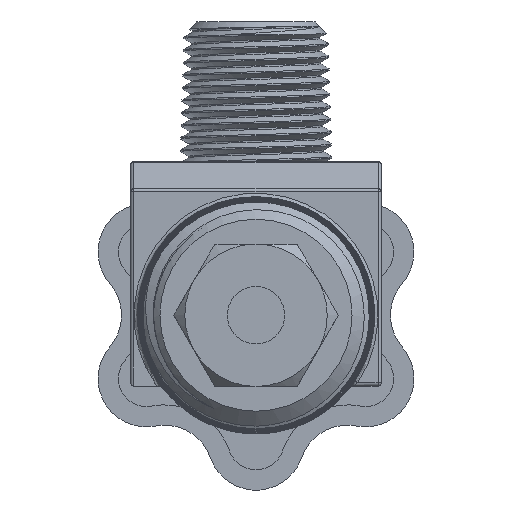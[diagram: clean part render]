
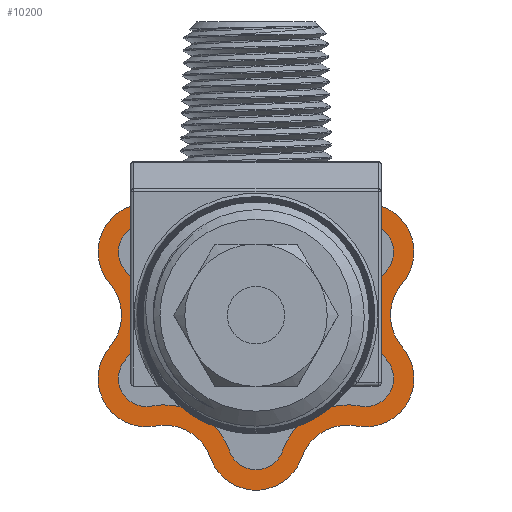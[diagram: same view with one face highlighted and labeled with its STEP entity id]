
A CAD part, front view. The second image highlights one B-rep face of the part: STEP entity #10200.
In plain terms, the highlighted planar face has unit normal (0, -1, 0).
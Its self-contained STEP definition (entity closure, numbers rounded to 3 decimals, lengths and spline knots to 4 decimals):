
#298=FACE_BOUND('',#1510,.T.);
#401=PLANE('',#11007);
#865=FACE_OUTER_BOUND('',#1509,.T.);
#1509=EDGE_LOOP('',(#8168,#8169,#8170,#8171,#8172,#8173,#8174,#8175,#8176,
#8177,#8178,#8179));
#1510=EDGE_LOOP('',(#8180,#8181,#8182,#8183,#8184,#8185,#8186,#8187,#8188,
#8189,#8190,#8191));
#2080=CIRCLE('',#11008,0.2142);
#2081=CIRCLE('',#11009,0.2142);
#2082=CIRCLE('',#11010,0.2142);
#2083=CIRCLE('',#11011,0.2142);
#2084=CIRCLE('',#11012,0.2142);
#2085=CIRCLE('',#11013,0.2142);
#2086=CIRCLE('',#11014,0.2142);
#2087=CIRCLE('',#11015,0.2142);
#2088=CIRCLE('',#11016,0.2142);
#2089=CIRCLE('',#11017,0.2142);
#2090=CIRCLE('',#11018,0.2142);
#2091=CIRCLE('',#11019,0.2142);
#2092=CIRCLE('',#11020,0.3042);
#2093=CIRCLE('',#11021,0.1242);
#2094=CIRCLE('',#11022,0.3042);
#2095=CIRCLE('',#11023,0.1242);
#2096=CIRCLE('',#11024,0.3042);
#2097=CIRCLE('',#11025,0.1242);
#2098=CIRCLE('',#11026,0.3042);
#2099=CIRCLE('',#11027,0.1242);
#2100=CIRCLE('',#11028,0.3042);
#2101=CIRCLE('',#11029,0.1242);
#2102=CIRCLE('',#11030,0.3042);
#2103=CIRCLE('',#11031,0.1242);
#4857=VERTEX_POINT('',#35645);
#4858=VERTEX_POINT('',#35646);
#4859=VERTEX_POINT('',#35648);
#4860=VERTEX_POINT('',#35650);
#4861=VERTEX_POINT('',#35652);
#4862=VERTEX_POINT('',#35654);
#4863=VERTEX_POINT('',#35656);
#4864=VERTEX_POINT('',#35658);
#4865=VERTEX_POINT('',#35660);
#4866=VERTEX_POINT('',#35662);
#4867=VERTEX_POINT('',#35664);
#4868=VERTEX_POINT('',#35666);
#4869=VERTEX_POINT('',#35669);
#4870=VERTEX_POINT('',#35670);
#4871=VERTEX_POINT('',#35672);
#4872=VERTEX_POINT('',#35674);
#4873=VERTEX_POINT('',#35676);
#4874=VERTEX_POINT('',#35678);
#4875=VERTEX_POINT('',#35680);
#4876=VERTEX_POINT('',#35682);
#4877=VERTEX_POINT('',#35684);
#4878=VERTEX_POINT('',#35686);
#4879=VERTEX_POINT('',#35688);
#4880=VERTEX_POINT('',#35690);
#6066=EDGE_CURVE('',#4857,#4858,#2080,.F.);
#6067=EDGE_CURVE('',#4858,#4859,#2081,.T.);
#6068=EDGE_CURVE('',#4859,#4860,#2082,.F.);
#6069=EDGE_CURVE('',#4860,#4861,#2083,.T.);
#6070=EDGE_CURVE('',#4861,#4862,#2084,.F.);
#6071=EDGE_CURVE('',#4862,#4863,#2085,.T.);
#6072=EDGE_CURVE('',#4863,#4864,#2086,.F.);
#6073=EDGE_CURVE('',#4864,#4865,#2087,.T.);
#6074=EDGE_CURVE('',#4865,#4866,#2088,.F.);
#6075=EDGE_CURVE('',#4866,#4867,#2089,.T.);
#6076=EDGE_CURVE('',#4867,#4868,#2090,.F.);
#6077=EDGE_CURVE('',#4868,#4857,#2091,.T.);
#6078=EDGE_CURVE('',#4869,#4870,#2092,.T.);
#6079=EDGE_CURVE('',#4871,#4870,#2093,.T.);
#6080=EDGE_CURVE('',#4871,#4872,#2094,.T.);
#6081=EDGE_CURVE('',#4873,#4872,#2095,.T.);
#6082=EDGE_CURVE('',#4873,#4874,#2096,.T.);
#6083=EDGE_CURVE('',#4875,#4874,#2097,.T.);
#6084=EDGE_CURVE('',#4875,#4876,#2098,.T.);
#6085=EDGE_CURVE('',#4877,#4876,#2099,.T.);
#6086=EDGE_CURVE('',#4877,#4878,#2100,.T.);
#6087=EDGE_CURVE('',#4879,#4878,#2101,.T.);
#6088=EDGE_CURVE('',#4879,#4880,#2102,.T.);
#6089=EDGE_CURVE('',#4869,#4880,#2103,.T.);
#8168=ORIENTED_EDGE('',*,*,#6066,.T.);
#8169=ORIENTED_EDGE('',*,*,#6067,.T.);
#8170=ORIENTED_EDGE('',*,*,#6068,.T.);
#8171=ORIENTED_EDGE('',*,*,#6069,.T.);
#8172=ORIENTED_EDGE('',*,*,#6070,.T.);
#8173=ORIENTED_EDGE('',*,*,#6071,.T.);
#8174=ORIENTED_EDGE('',*,*,#6072,.T.);
#8175=ORIENTED_EDGE('',*,*,#6073,.T.);
#8176=ORIENTED_EDGE('',*,*,#6074,.T.);
#8177=ORIENTED_EDGE('',*,*,#6075,.T.);
#8178=ORIENTED_EDGE('',*,*,#6076,.T.);
#8179=ORIENTED_EDGE('',*,*,#6077,.T.);
#8180=ORIENTED_EDGE('',*,*,#6078,.T.);
#8181=ORIENTED_EDGE('',*,*,#6079,.F.);
#8182=ORIENTED_EDGE('',*,*,#6080,.T.);
#8183=ORIENTED_EDGE('',*,*,#6081,.F.);
#8184=ORIENTED_EDGE('',*,*,#6082,.T.);
#8185=ORIENTED_EDGE('',*,*,#6083,.F.);
#8186=ORIENTED_EDGE('',*,*,#6084,.T.);
#8187=ORIENTED_EDGE('',*,*,#6085,.F.);
#8188=ORIENTED_EDGE('',*,*,#6086,.T.);
#8189=ORIENTED_EDGE('',*,*,#6087,.F.);
#8190=ORIENTED_EDGE('',*,*,#6088,.T.);
#8191=ORIENTED_EDGE('',*,*,#6089,.F.);
#10200=ADVANCED_FACE('',(#865,#298),#401,.F.);
#11007=AXIS2_PLACEMENT_3D('',#35644,#12574,#12575);
#11008=AXIS2_PLACEMENT_3D('',#35647,#12576,#12577);
#11009=AXIS2_PLACEMENT_3D('',#35649,#12578,#12579);
#11010=AXIS2_PLACEMENT_3D('',#35651,#12580,#12581);
#11011=AXIS2_PLACEMENT_3D('',#35653,#12582,#12583);
#11012=AXIS2_PLACEMENT_3D('',#35655,#12584,#12585);
#11013=AXIS2_PLACEMENT_3D('',#35657,#12586,#12587);
#11014=AXIS2_PLACEMENT_3D('',#35659,#12588,#12589);
#11015=AXIS2_PLACEMENT_3D('',#35661,#12590,#12591);
#11016=AXIS2_PLACEMENT_3D('',#35663,#12592,#12593);
#11017=AXIS2_PLACEMENT_3D('',#35665,#12594,#12595);
#11018=AXIS2_PLACEMENT_3D('',#35667,#12596,#12597);
#11019=AXIS2_PLACEMENT_3D('',#35668,#12598,#12599);
#11020=AXIS2_PLACEMENT_3D('',#35671,#12600,#12601);
#11021=AXIS2_PLACEMENT_3D('',#35673,#12602,#12603);
#11022=AXIS2_PLACEMENT_3D('',#35675,#12604,#12605);
#11023=AXIS2_PLACEMENT_3D('',#35677,#12606,#12607);
#11024=AXIS2_PLACEMENT_3D('',#35679,#12608,#12609);
#11025=AXIS2_PLACEMENT_3D('',#35681,#12610,#12611);
#11026=AXIS2_PLACEMENT_3D('',#35683,#12612,#12613);
#11027=AXIS2_PLACEMENT_3D('',#35685,#12614,#12615);
#11028=AXIS2_PLACEMENT_3D('',#35687,#12616,#12617);
#11029=AXIS2_PLACEMENT_3D('',#35689,#12618,#12619);
#11030=AXIS2_PLACEMENT_3D('',#35691,#12620,#12621);
#11031=AXIS2_PLACEMENT_3D('',#35692,#12622,#12623);
#12574=DIRECTION('center_axis',(0.,1.,0.));
#12575=DIRECTION('ref_axis',(0.,0.,1.));
#12576=DIRECTION('center_axis',(0.,1.,0.));
#12577=DIRECTION('ref_axis',(0.,0.,1.));
#12578=DIRECTION('center_axis',(0.,1.,0.));
#12579=DIRECTION('ref_axis',(0.,0.,1.));
#12580=DIRECTION('center_axis',(0.,1.,0.));
#12581=DIRECTION('ref_axis',(0.,0.,1.));
#12582=DIRECTION('center_axis',(0.,1.,0.));
#12583=DIRECTION('ref_axis',(0.,0.,1.));
#12584=DIRECTION('center_axis',(0.,1.,0.));
#12585=DIRECTION('ref_axis',(0.,0.,1.));
#12586=DIRECTION('center_axis',(0.,1.,0.));
#12587=DIRECTION('ref_axis',(0.,0.,1.));
#12588=DIRECTION('center_axis',(0.,1.,0.));
#12589=DIRECTION('ref_axis',(0.,0.,1.));
#12590=DIRECTION('center_axis',(0.,1.,0.));
#12591=DIRECTION('ref_axis',(0.,0.,1.));
#12592=DIRECTION('center_axis',(0.,1.,0.));
#12593=DIRECTION('ref_axis',(0.,0.,1.));
#12594=DIRECTION('center_axis',(0.,1.,0.));
#12595=DIRECTION('ref_axis',(0.,0.,1.));
#12596=DIRECTION('center_axis',(0.,1.,0.));
#12597=DIRECTION('ref_axis',(0.,0.,1.));
#12598=DIRECTION('center_axis',(0.,1.,0.));
#12599=DIRECTION('ref_axis',(0.,0.,1.));
#12600=DIRECTION('center_axis',(0.,-1.,0.));
#12601=DIRECTION('ref_axis',(0.,0.,-1.));
#12602=DIRECTION('center_axis',(0.,-1.,0.));
#12603=DIRECTION('ref_axis',(0.,0.,-1.));
#12604=DIRECTION('center_axis',(0.,-1.,0.));
#12605=DIRECTION('ref_axis',(0.,0.,-1.));
#12606=DIRECTION('center_axis',(0.,-1.,0.));
#12607=DIRECTION('ref_axis',(0.,0.,-1.));
#12608=DIRECTION('center_axis',(0.,-1.,0.));
#12609=DIRECTION('ref_axis',(0.,0.,-1.));
#12610=DIRECTION('center_axis',(0.,-1.,0.));
#12611=DIRECTION('ref_axis',(0.,0.,-1.));
#12612=DIRECTION('center_axis',(0.,-1.,0.));
#12613=DIRECTION('ref_axis',(0.,0.,-1.));
#12614=DIRECTION('center_axis',(0.,-1.,0.));
#12615=DIRECTION('ref_axis',(0.,0.,-1.));
#12616=DIRECTION('center_axis',(0.,-1.,0.));
#12617=DIRECTION('ref_axis',(0.,0.,-1.));
#12618=DIRECTION('center_axis',(0.,-1.,0.));
#12619=DIRECTION('ref_axis',(0.,0.,-1.));
#12620=DIRECTION('center_axis',(0.,-1.,0.));
#12621=DIRECTION('ref_axis',(0.,0.,-1.));
#12622=DIRECTION('center_axis',(0.,-1.,0.));
#12623=DIRECTION('ref_axis',(0.,0.,-1.));
#35644=CARTESIAN_POINT('Origin',(0.,1.3305,0.7743));
#35645=CARTESIAN_POINT('',(-0.4448,1.3305,0.4904));
#35646=CARTESIAN_POINT('',(-0.6471,1.3305,0.14));
#35647=CARTESIAN_POINT('Origin',(-0.485,1.3305,0.28));
#35648=CARTESIAN_POINT('',(-0.6471,1.3305,-0.14));
#35649=CARTESIAN_POINT('Origin',(-0.8092,1.3305,0.));
#35650=CARTESIAN_POINT('',(-0.4448,1.3305,-0.4904));
#35651=CARTESIAN_POINT('Origin',(-0.485,1.3305,-0.28));
#35652=CARTESIAN_POINT('',(-0.2023,1.3305,-0.6304));
#35653=CARTESIAN_POINT('Origin',(-0.4046,1.3305,-0.7008));
#35654=CARTESIAN_POINT('',(0.2023,1.3305,-0.6304));
#35655=CARTESIAN_POINT('Origin',(0.,1.3305,-0.5601));
#35656=CARTESIAN_POINT('',(0.4448,1.3305,-0.4904));
#35657=CARTESIAN_POINT('Origin',(0.4046,1.3305,-0.7008));
#35658=CARTESIAN_POINT('',(0.6471,1.3305,-0.14));
#35659=CARTESIAN_POINT('Origin',(0.485,1.3305,-0.28));
#35660=CARTESIAN_POINT('',(0.6471,1.3305,0.14));
#35661=CARTESIAN_POINT('Origin',(0.8092,1.3305,0.));
#35662=CARTESIAN_POINT('',(0.4448,1.3305,0.4904));
#35663=CARTESIAN_POINT('Origin',(0.485,1.3305,0.28));
#35664=CARTESIAN_POINT('',(0.2023,1.3305,0.6304));
#35665=CARTESIAN_POINT('Origin',(0.4046,1.3305,0.7008));
#35666=CARTESIAN_POINT('',(-0.2023,1.3305,0.6304));
#35667=CARTESIAN_POINT('Origin',(0.,1.3305,0.5601));
#35668=CARTESIAN_POINT('Origin',(-0.4046,1.3305,0.7008));
#35669=CARTESIAN_POINT('',(-0.579,1.3305,-0.1989));
#35670=CARTESIAN_POINT('',(-0.579,1.3305,0.1989));
#35671=CARTESIAN_POINT('Origin',(-0.8092,1.3305,0.));
#35672=CARTESIAN_POINT('',(-0.4617,1.3305,0.402));
#35673=CARTESIAN_POINT('Origin',(-0.485,1.3305,0.28));
#35674=CARTESIAN_POINT('',(-0.1173,1.3305,0.6009));
#35675=CARTESIAN_POINT('Origin',(-0.4046,1.3305,0.7008));
#35676=CARTESIAN_POINT('',(0.1173,1.3305,0.6009));
#35677=CARTESIAN_POINT('Origin',(0.,1.3305,0.5601));
#35678=CARTESIAN_POINT('',(0.4617,1.3305,0.402));
#35679=CARTESIAN_POINT('Origin',(0.4046,1.3305,0.7008));
#35680=CARTESIAN_POINT('',(0.579,1.3305,0.1989));
#35681=CARTESIAN_POINT('Origin',(0.485,1.3305,0.28));
#35682=CARTESIAN_POINT('',(0.579,1.3305,-0.1989));
#35683=CARTESIAN_POINT('Origin',(0.8092,1.3305,0.));
#35684=CARTESIAN_POINT('',(0.4617,1.3305,-0.402));
#35685=CARTESIAN_POINT('Origin',(0.485,1.3305,-0.28));
#35686=CARTESIAN_POINT('',(0.1173,1.3305,-0.6009));
#35687=CARTESIAN_POINT('Origin',(0.4046,1.3305,-0.7008));
#35688=CARTESIAN_POINT('',(-0.1173,1.3305,-0.6009));
#35689=CARTESIAN_POINT('Origin',(0.,1.3305,-0.5601));
#35690=CARTESIAN_POINT('',(-0.4617,1.3305,-0.402));
#35691=CARTESIAN_POINT('Origin',(-0.4046,1.3305,-0.7008));
#35692=CARTESIAN_POINT('Origin',(-0.485,1.3305,-0.28));
